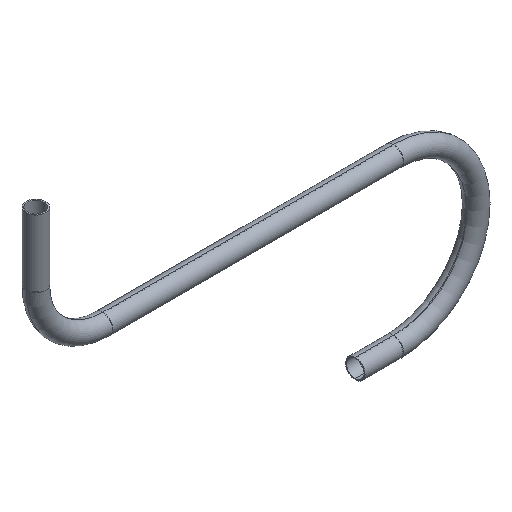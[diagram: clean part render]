
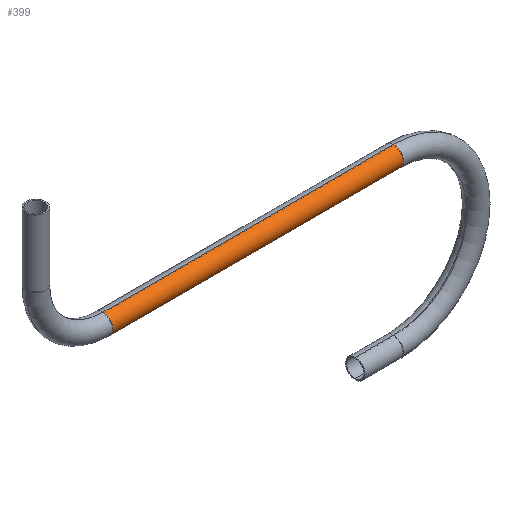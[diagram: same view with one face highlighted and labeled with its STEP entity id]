
A CAD part, isometric view. The second image highlights one B-rep face of the part: STEP entity #399.
In plain terms, the highlighted cylindrical face has radius 44.45 mm (diameter 88.9 mm), a partial arc.
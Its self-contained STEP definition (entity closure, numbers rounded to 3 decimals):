
#11 = VERTEX_POINT ( 'NONE', #35 ) ;
#35 = CARTESIAN_POINT ( 'NONE',  ( -659.5, 0., 44.45 ) ) ;
#51 = DIRECTION ( 'NONE',  ( 1., 0., 0. ) ) ;
#92 = DIRECTION ( 'NONE',  ( -1., 0., 0. ) ) ;
#107 = AXIS2_PLACEMENT_3D ( 'NONE', #354, #51, #348 ) ;
#120 = DIRECTION ( 'NONE',  ( -1., 0., 0. ) ) ;
#129 = VECTOR ( 'NONE', #120, 1000. ) ;
#131 = LINE ( 'NONE', #626, #129 ) ;
#134 = LINE ( 'NONE', #593, #526 ) ;
#136 = DIRECTION ( 'NONE',  ( 1., 0., 0. ) ) ;
#171 = FACE_OUTER_BOUND ( 'NONE', #235, .T. ) ;
#235 = EDGE_LOOP ( 'NONE', ( #556, #604, #302, #564 ) ) ;
#296 = VERTEX_POINT ( 'NONE', #312 ) ;
#302 = ORIENTED_EDGE ( 'NONE', *, *, #565, .T. ) ;
#312 = CARTESIAN_POINT ( 'NONE',  ( 659.5, 0., 44.45 ) ) ;
#330 = DIRECTION ( 'NONE',  ( 0., 0., 1. ) ) ;
#348 = DIRECTION ( 'NONE',  ( 0., 0., 1. ) ) ;
#354 = CARTESIAN_POINT ( 'NONE',  ( 659.5, 0., 0. ) ) ;
#361 = CIRCLE ( 'NONE', #107, 44.45 ) ;
#369 = VERTEX_POINT ( 'NONE', #424 ) ;
#378 = EDGE_CURVE ( 'NONE', #369, #459, #131, .T. ) ;
#381 = CYLINDRICAL_SURFACE ( 'NONE', #405, 44.45 ) ;
#399 = ADVANCED_FACE ( 'NONE', ( #171 ), #381, .T. ) ;
#405 = AXIS2_PLACEMENT_3D ( 'NONE', #582, #622, #330 ) ;
#424 = CARTESIAN_POINT ( 'NONE',  ( 659.5, 0., -44.45 ) ) ;
#436 = CARTESIAN_POINT ( 'NONE',  ( -659.5, 0., -44.45 ) ) ;
#446 = DIRECTION ( 'NONE',  ( 0., 0., -1. ) ) ;
#459 = VERTEX_POINT ( 'NONE', #436 ) ;
#487 = AXIS2_PLACEMENT_3D ( 'NONE', #597, #136, #446 ) ;
#492 = EDGE_CURVE ( 'NONE', #11, #459, #603, .T. ) ;
#526 = VECTOR ( 'NONE', #92, 1000. ) ;
#556 = ORIENTED_EDGE ( 'NONE', *, *, #378, .F. ) ;
#564 = ORIENTED_EDGE ( 'NONE', *, *, #492, .T. ) ;
#565 = EDGE_CURVE ( 'NONE', #296, #11, #134, .T. ) ;
#582 = CARTESIAN_POINT ( 'NONE',  ( 659.5, 0., 0. ) ) ;
#593 = CARTESIAN_POINT ( 'NONE',  ( 659.5, 0., 44.45 ) ) ;
#597 = CARTESIAN_POINT ( 'NONE',  ( -659.5, 0., 0. ) ) ;
#603 = CIRCLE ( 'NONE', #487, 44.45 ) ;
#604 = ORIENTED_EDGE ( 'NONE', *, *, #654, .F. ) ;
#622 = DIRECTION ( 'NONE',  ( -1., 0., 0. ) ) ;
#626 = CARTESIAN_POINT ( 'NONE',  ( 659.5, 0., -44.45 ) ) ;
#654 = EDGE_CURVE ( 'NONE', #296, #369, #361, .T. ) ;
